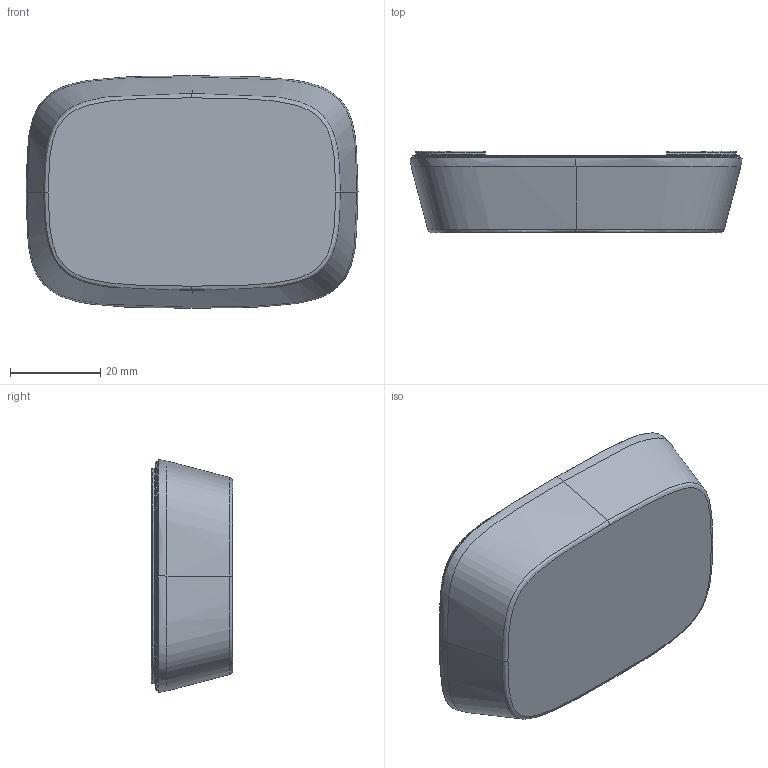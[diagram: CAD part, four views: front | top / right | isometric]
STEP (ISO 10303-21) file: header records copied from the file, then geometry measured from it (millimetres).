
FILE_DESCRIPTION (( 'STEP AP214' ), '1' );
FILE_NAME ('VS0008-C(Modified1.0.1).STEP', '2017-05-04T16:34:40', ( '' ), ( '' ), 'SwSTEP 2.0', 'SolidWorks 2016', '' );
FILE_SCHEMA (( 'AUTOMOTIVE_DESIGN' ));
Length unit declared in the file: millimetre
Products named in the file (1): VS0008-C(Modified1.0.1)
Bounding box: 73.45 x 18 x 51.45 mm (x, y, z)
Volume: 11655.8 mm3; surface area: 12147.9 mm2
Topology: 1 solids, 1 shells, 102 faces, 238 edges, 140 vertices
Faces by surface type: bspline 64, plane 14, torus 10, cone 10, cylinder 4
Entity records: 10806 total; most frequent: CARTESIAN_POINT 8975, ORIENTED_EDGE 476, EDGE_CURVE 238, DIRECTION 216, B_SPLINE_CURVE_WITH_KNOTS 152, VERTEX_POINT 140, EDGE_LOOP 104, ADVANCED_FACE 102
